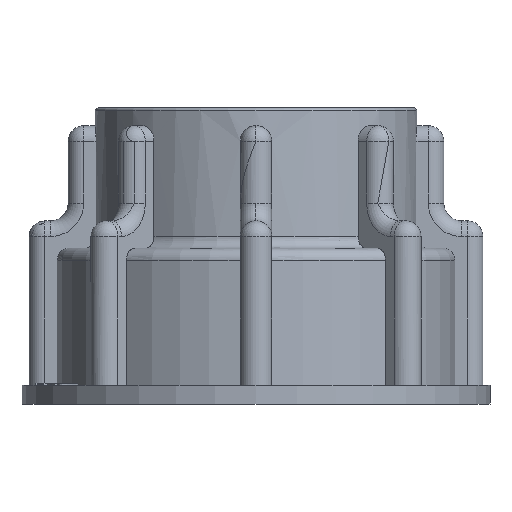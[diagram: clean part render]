
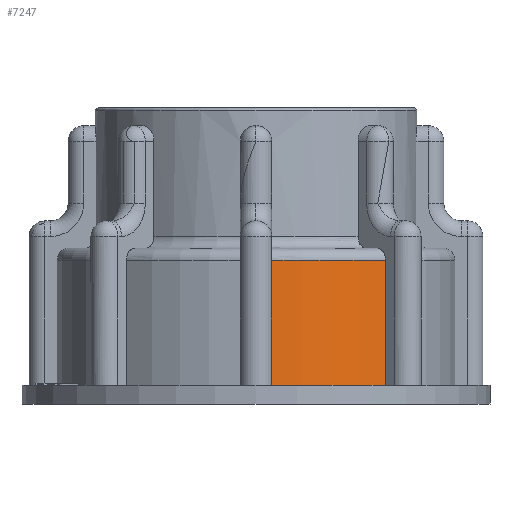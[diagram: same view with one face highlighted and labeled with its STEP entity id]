
A CAD part, front view. The second image highlights one B-rep face of the part: STEP entity #7247.
In plain terms, the highlighted cylindrical face has radius 33.75 mm (diameter 67.5 mm), a partial arc.
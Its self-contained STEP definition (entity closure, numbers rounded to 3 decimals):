
#6063=CYLINDRICAL_SURFACE('',#25821,33.75);
#6296=FACE_OUTER_BOUND('',#9378,.T.);
#7247=ADVANCED_FACE('',(#6296),#6063,.T.);
#8761=CIRCLE('',#25509,33.75);
#8931=CIRCLE('',#25820,33.75);
#9378=EDGE_LOOP('',(#11905,#11906,#11907,#11908));
#11905=ORIENTED_EDGE('',*,*,#18603,.F.);
#11906=ORIENTED_EDGE('',*,*,#18663,.T.);
#11907=ORIENTED_EDGE('',*,*,#18598,.F.);
#11908=ORIENTED_EDGE('',*,*,#17974,.F.);
#16223=VERTEX_POINT('',#32177);
#16224=VERTEX_POINT('',#32179);
#16732=VERTEX_POINT('',#34759);
#16733=VERTEX_POINT('',#34811);
#17974=EDGE_CURVE('',#16223,#16224,#8761,.T.);
#18598=EDGE_CURVE('',#16224,#16732,#20977,.T.);
#18603=EDGE_CURVE('',#16733,#16223,#20979,.T.);
#18663=EDGE_CURVE('',#16733,#16732,#8931,.T.);
#20977=LINE('',#34758,#23053);
#20979=LINE('',#34812,#23055);
#23053=VECTOR('',#27972,1.);
#23055=VECTOR('',#27978,1.);
#25509=AXIS2_PLACEMENT_3D('',#32178,#27008,#27009);
#25820=AXIS2_PLACEMENT_3D('',#35126,#28058,#28059);
#25821=AXIS2_PLACEMENT_3D('',#35127,#28060,#28061);
#27008=DIRECTION('',(0.,0.,-1.));
#27009=DIRECTION('',(-1.,0.,0.));
#27972=DIRECTION('',(0.,0.,1.));
#27978=DIRECTION('',(0.,0.,-1.));
#28058=DIRECTION('',(0.,0.,-1.));
#28059=DIRECTION('',(-1.,0.,0.));
#28060=DIRECTION('',(0.,0.,1.));
#28061=DIRECTION('',(1.,0.,0.));
#32177=CARTESIAN_POINT('',(21.917,55.536,3.15));
#32178=CARTESIAN_POINT('',(0.,81.201,3.15));
#32179=CARTESIAN_POINT('',(2.65,47.555,3.15));
#34758=CARTESIAN_POINT('',(2.65,47.555,26.35));
#34759=CARTESIAN_POINT('',(2.65,47.555,24.35));
#34811=CARTESIAN_POINT('',(21.917,55.536,24.35));
#34812=CARTESIAN_POINT('',(21.917,55.536,26.35));
#35126=CARTESIAN_POINT('',(0.,81.201,24.35));
#35127=CARTESIAN_POINT('',(0.,81.201,26.35));
